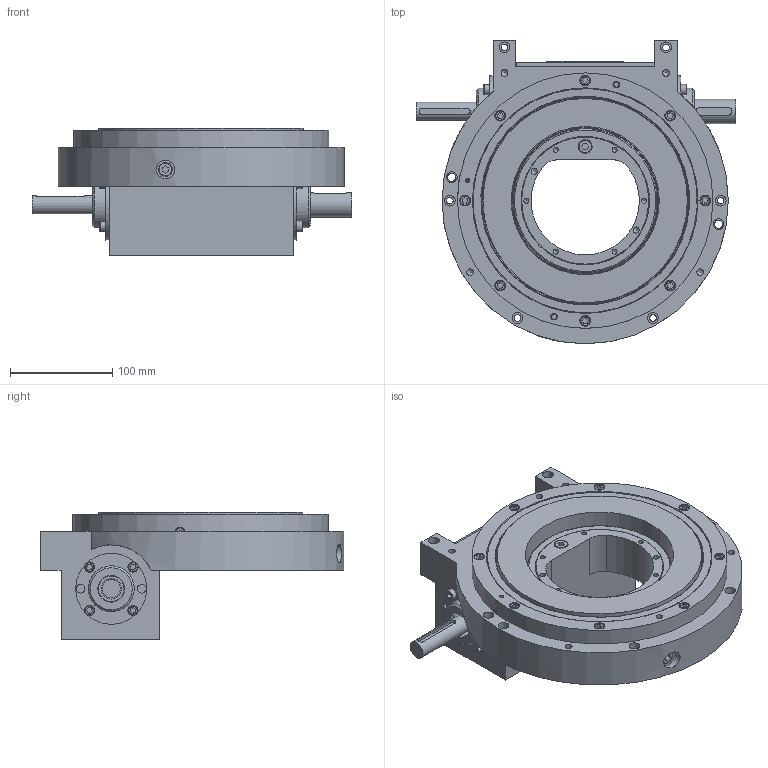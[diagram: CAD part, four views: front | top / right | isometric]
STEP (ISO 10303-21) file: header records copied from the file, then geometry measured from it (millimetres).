
FILE_DESCRIPTION(/* description */ ('Unknown'),/* implementation_level */ '2;1');
FILE_NAME(/* name */ 'AR250 + NON Forato + Albero lato opposto',/* time_stamp */ '2022-03-08T15:19:22+01:00',/* author */ ('Unknown'),/* organization */ ('Unknown'),/* preprocessor_version */ 'ST-DEVELOPER v16.7',/* originating_system */ 'DEX',/* authorisation */ $);
FILE_SCHEMA (('AUTOMOTIVE_DESIGN {1 0 10303 214 3 1 1}'));
Products named in the file (19): AR250 + NON Forato + Albero lato opposto; 226905; Portarulli NON forato; 226909; 226908_oa_0; 226908_oa_1; 226911_oa_2; SPINA_CIL_2x12_UNI-EN28734_oa_3; G20022010; TAPPO_1_4_GAS_CONICO; 02632_; VITE_TCEI_M6x30_UNI5931; 226910; GTE12514513; VITE_TCEI_M6x16_UNI5931; VITE_TSEI_M05x10_UNI5933; 226913; TARGHETTA_PICCOLA_NEW_2020
Assembly tree (37 placements, depth 5):
  AR250 + NON Forato + Albero lato opposto
    226905
    Portarulli NON forato
      Portarulli NON forato
      226909
        226908_oa_0
          226908_oa_1
          226911_oa_2
          SPINA_CIL_2x12_UNI-EN28734_oa_3
      G20022010
    TAPPO_1_4_GAS_CONICO  x2
    02632_  x2
    VITE_TCEI_M6x30_UNI5931  x8
    226910
    GTE12514513
    VITE_TCEI_M6x16_UNI5931  x8
    VITE_TSEI_M05x10_UNI5933  x4
    226913
    TARGHETTA_PICCOLA_NEW_2020
Bounding box: 313 x 297 x 125 mm (x, y, z)
Volume: 2806615.3 mm3; surface area: 585618.3 mm2
Topology: 34 solids, 34 shells, 1425 faces, 3060 edges, 1969 vertices
Faces by surface type: plane 750, cylinder 259, bspline 219, cone 143, torus 52, sphere 2
Full cylindrical faces by diameter (mm): 2 x4, 2.459 x1, 3.2 x2, 3.3 x1, 4 x1, 4.134 x8, 4.766 x4, 4.917 x45, 5 x4, 5.5 x4, 6 x34, 6.5 x24, 6.647 x8, 7 x2, 8 x2, 8.5 x4, 10 x20, 10.5 x16, 11.2 x2, 18 x3, 20 x2, 22 x1, 24 x1, 25 x4, 26 x2, 32 x1, 35 x2, 39.5 x2, 40 x2, 42.6 x2
Entity records: 90469 total; most frequent: CARTESIAN_POINT 64557, ORIENTED_EDGE 3416, DIRECTION 3295, FACE_BOUND 1752, EDGE_LOOP 1719, EDGE_CURVE 1708, VERTEX_POINT 1358, AXIS2_PLACEMENT_3D 1262
